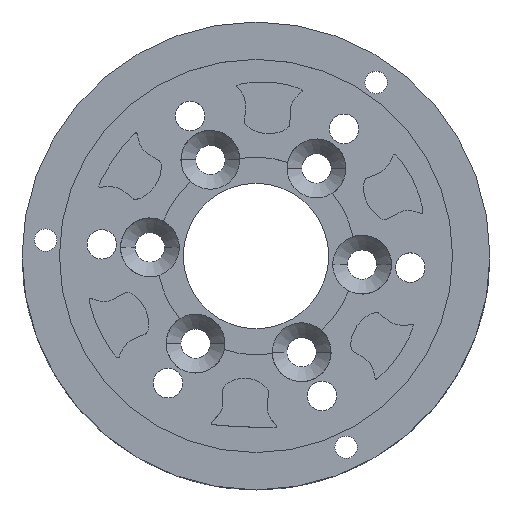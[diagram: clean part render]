
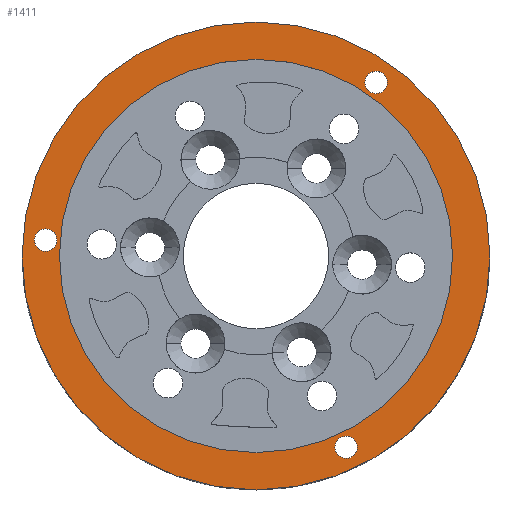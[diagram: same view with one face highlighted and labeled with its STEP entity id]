
A CAD part, top view. The second image highlights one B-rep face of the part: STEP entity #1411.
In plain terms, the highlighted planar face has unit normal (0, 0, 1).
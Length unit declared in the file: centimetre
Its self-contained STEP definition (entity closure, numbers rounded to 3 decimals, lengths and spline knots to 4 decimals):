
#49 = EDGE_CURVE ( 'NONE', #2351, #3203, #1621, .T. ) ;
#56 = DIRECTION ( 'NONE',  ( 0., 0., 1. ) ) ;
#196 = CARTESIAN_POINT ( 'NONE',  ( 1.8328, 2.6475, 0.4 ) ) ;
#232 = CIRCLE ( 'NONE', #1476, 0.17 ) ;
#385 = AXIS2_PLACEMENT_3D ( 'NONE', #3872, #56, #2112 ) ;
#477 = DIRECTION ( 'NONE',  ( 0., 0., 1. ) ) ;
#489 = EDGE_CURVE ( 'NONE', #979, #3290, #3660, .T. ) ;
#502 = VERTEX_POINT ( 'NONE', #2460 ) ;
#524 = CIRCLE ( 'NONE', #2060, 0.17 ) ;
#553 = CARTESIAN_POINT ( 'NONE',  ( 1.2048, -2.9202, 0.4 ) ) ;
#570 = CARTESIAN_POINT ( 'NONE',  ( -3.0409, 0.2423, 0.4 ) ) ;
#698 = DIRECTION ( 'NONE',  ( 0., 0., 1. ) ) ;
#700 = DIRECTION ( 'NONE',  ( 1., 0., 0. ) ) ;
#715 = PLANE ( 'NONE',  #385 ) ;
#736 = FACE_OUTER_BOUND ( 'NONE', #2189, .T. ) ;
#826 = CARTESIAN_POINT ( 'NONE',  ( 0., 0., 0.4 ) ) ;
#839 = CIRCLE ( 'NONE', #3756, 0.17 ) ;
#873 = EDGE_CURVE ( 'NONE', #3651, #502, #524, .T. ) ;
#885 = CARTESIAN_POINT ( 'NONE',  ( -3.57, 0., 0.4 ) ) ;
#902 = AXIS2_PLACEMENT_3D ( 'NONE', #2994, #4099, #962 ) ;
#933 = ORIENTED_EDGE ( 'NONE', *, *, #489, .T. ) ;
#962 = DIRECTION ( 'NONE',  ( 1., 0., 0. ) ) ;
#979 = VERTEX_POINT ( 'NONE', #885 ) ;
#1011 = FACE_BOUND ( 'NONE', #4135, .T. ) ;
#1060 = CARTESIAN_POINT ( 'NONE',  ( 0., 0., 0.4 ) ) ;
#1061 = FACE_BOUND ( 'NONE', #4406, .T. ) ;
#1065 = CARTESIAN_POINT ( 'NONE',  ( 3., 0., 0.4 ) ) ;
#1066 = CARTESIAN_POINT ( 'NONE',  ( 0., 0., 0.4 ) ) ;
#1125 = ORIENTED_EDGE ( 'NONE', *, *, #2779, .F. ) ;
#1151 = CARTESIAN_POINT ( 'NONE',  ( -3.2109, 0.2423, 0.4 ) ) ;
#1197 = ORIENTED_EDGE ( 'NONE', *, *, #1589, .F. ) ;
#1208 = DIRECTION ( 'NONE',  ( 1., 0., 0. ) ) ;
#1211 = ORIENTED_EDGE ( 'NONE', *, *, #3727, .F. ) ;
#1212 = EDGE_LOOP ( 'NONE', ( #1872, #1125 ) ) ;
#1214 = AXIS2_PLACEMENT_3D ( 'NONE', #826, #3244, #2880 ) ;
#1323 = ORIENTED_EDGE ( 'NONE', *, *, #873, .F. ) ;
#1349 = CIRCLE ( 'NONE', #4053, 0.17 ) ;
#1411 = ADVANCED_FACE ( 'NONE', ( #3852, #1011, #4200, #1061, #736 ), #715, .T. ) ;
#1427 = CARTESIAN_POINT ( 'NONE',  ( 1.3748, -2.9202, 0.4 ) ) ;
#1476 = AXIS2_PLACEMENT_3D ( 'NONE', #2098, #2808, #3210 ) ;
#1524 = VERTEX_POINT ( 'NONE', #570 ) ;
#1589 = EDGE_CURVE ( 'NONE', #502, #3651, #1349, .T. ) ;
#1606 = EDGE_LOOP ( 'NONE', ( #1211, #3619 ) ) ;
#1621 = CIRCLE ( 'NONE', #3013, 3. ) ;
#1699 = AXIS2_PLACEMENT_3D ( 'NONE', #1746, #3879, #1814 ) ;
#1746 = CARTESIAN_POINT ( 'NONE',  ( 1.3748, -2.9202, 0.4 ) ) ;
#1794 = DIRECTION ( 'NONE',  ( 0., 0., 1. ) ) ;
#1814 = DIRECTION ( 'NONE',  ( 1., 0., 0. ) ) ;
#1823 = EDGE_CURVE ( 'NONE', #3203, #2351, #3699, .T. ) ;
#1872 = ORIENTED_EDGE ( 'NONE', *, *, #2610, .F. ) ;
#1941 = ORIENTED_EDGE ( 'NONE', *, *, #3274, .T. ) ;
#2000 = CARTESIAN_POINT ( 'NONE',  ( -3., 0., 0.4 ) ) ;
#2052 = ORIENTED_EDGE ( 'NONE', *, *, #49, .F. ) ;
#2060 = AXIS2_PLACEMENT_3D ( 'NONE', #196, #4382, #1208 ) ;
#2098 = CARTESIAN_POINT ( 'NONE',  ( -3.2109, 0.2423, 0.4 ) ) ;
#2112 = DIRECTION ( 'NONE',  ( 1., 0., 0. ) ) ;
#2163 = DIRECTION ( 'NONE',  ( 1., 0., 0. ) ) ;
#2189 = EDGE_LOOP ( 'NONE', ( #1941, #933 ) ) ;
#2333 = CARTESIAN_POINT ( 'NONE',  ( 1.8328, 2.6475, 0.4 ) ) ;
#2351 = VERTEX_POINT ( 'NONE', #1065 ) ;
#2353 = AXIS2_PLACEMENT_3D ( 'NONE', #1151, #477, #4340 ) ;
#2418 = VERTEX_POINT ( 'NONE', #2575 ) ;
#2460 = CARTESIAN_POINT ( 'NONE',  ( 2.0028, 2.6475, 0.4 ) ) ;
#2514 = CIRCLE ( 'NONE', #902, 3.57 ) ;
#2575 = CARTESIAN_POINT ( 'NONE',  ( 1.5448, -2.9202, 0.4 ) ) ;
#2610 = EDGE_CURVE ( 'NONE', #2908, #1524, #232, .T. ) ;
#2779 = EDGE_CURVE ( 'NONE', #1524, #2908, #4327, .T. ) ;
#2808 = DIRECTION ( 'NONE',  ( 0., 0., 1. ) ) ;
#2880 = DIRECTION ( 'NONE',  ( 1., 0., 0. ) ) ;
#2908 = VERTEX_POINT ( 'NONE', #4151 ) ;
#2954 = ORIENTED_EDGE ( 'NONE', *, *, #1823, .F. ) ;
#2994 = CARTESIAN_POINT ( 'NONE',  ( 0., 0., 0.4 ) ) ;
#3013 = AXIS2_PLACEMENT_3D ( 'NONE', #1066, #1794, #700 ) ;
#3059 = DIRECTION ( 'NONE',  ( 1., 0., 0. ) ) ;
#3134 = DIRECTION ( 'NONE',  ( 1., 0., 0. ) ) ;
#3203 = VERTEX_POINT ( 'NONE', #2000 ) ;
#3210 = DIRECTION ( 'NONE',  ( 1., 0., 0. ) ) ;
#3221 = VERTEX_POINT ( 'NONE', #553 ) ;
#3244 = DIRECTION ( 'NONE',  ( 0., 0., 1. ) ) ;
#3274 = EDGE_CURVE ( 'NONE', #3290, #979, #2514, .T. ) ;
#3290 = VERTEX_POINT ( 'NONE', #3849 ) ;
#3443 = DIRECTION ( 'NONE',  ( 0., 0., 1. ) ) ;
#3619 = ORIENTED_EDGE ( 'NONE', *, *, #4065, .F. ) ;
#3651 = VERTEX_POINT ( 'NONE', #4072 ) ;
#3660 = CIRCLE ( 'NONE', #4252, 3.57 ) ;
#3699 = CIRCLE ( 'NONE', #1214, 3. ) ;
#3727 = EDGE_CURVE ( 'NONE', #3221, #2418, #4484, .T. ) ;
#3756 = AXIS2_PLACEMENT_3D ( 'NONE', #1427, #698, #2163 ) ;
#3849 = CARTESIAN_POINT ( 'NONE',  ( 3.57, 0., 0.4 ) ) ;
#3852 = FACE_BOUND ( 'NONE', #1212, .T. ) ;
#3872 = CARTESIAN_POINT ( 'NONE',  ( 0., 0., 0.4 ) ) ;
#3879 = DIRECTION ( 'NONE',  ( 0., 0., 1. ) ) ;
#4053 = AXIS2_PLACEMENT_3D ( 'NONE', #2333, #3443, #3059 ) ;
#4065 = EDGE_CURVE ( 'NONE', #2418, #3221, #839, .T. ) ;
#4072 = CARTESIAN_POINT ( 'NONE',  ( 1.6628, 2.6475, 0.4 ) ) ;
#4099 = DIRECTION ( 'NONE',  ( 0., 0., 1. ) ) ;
#4135 = EDGE_LOOP ( 'NONE', ( #1323, #1197 ) ) ;
#4151 = CARTESIAN_POINT ( 'NONE',  ( -3.3809, 0.2423, 0.4 ) ) ;
#4198 = DIRECTION ( 'NONE',  ( 0., 0., 1. ) ) ;
#4200 = FACE_BOUND ( 'NONE', #1606, .T. ) ;
#4252 = AXIS2_PLACEMENT_3D ( 'NONE', #1060, #4198, #3134 ) ;
#4327 = CIRCLE ( 'NONE', #2353, 0.17 ) ;
#4340 = DIRECTION ( 'NONE',  ( 1., 0., 0. ) ) ;
#4382 = DIRECTION ( 'NONE',  ( 0., 0., 1. ) ) ;
#4406 = EDGE_LOOP ( 'NONE', ( #2052, #2954 ) ) ;
#4484 = CIRCLE ( 'NONE', #1699, 0.17 ) ;
